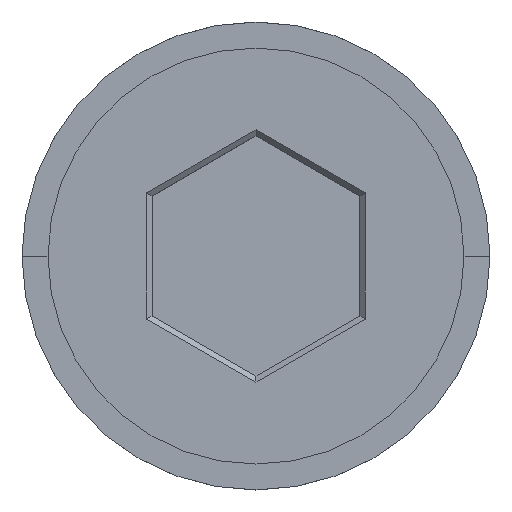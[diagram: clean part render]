
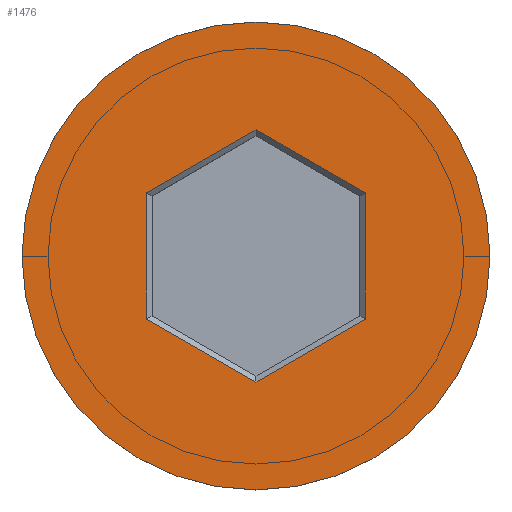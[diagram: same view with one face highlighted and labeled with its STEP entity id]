
A CAD part, top view. The second image highlights one B-rep face of the part: STEP entity #1476.
In plain terms, the highlighted planar face has unit normal (0, 0, 1).
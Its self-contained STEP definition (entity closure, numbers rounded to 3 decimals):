
#13 = ORIENTED_EDGE ( 'NONE', *, *, #827, .T. ) ;
#43 = CARTESIAN_POINT ( 'NONE',  ( 0., 0., 0. ) ) ;
#44 = CARTESIAN_POINT ( 'NONE',  ( 0., 0., 0. ) ) ;
#51 = DIRECTION ( 'NONE',  ( 1., 0., 0. ) ) ;
#73 = CARTESIAN_POINT ( 'NONE',  ( 2.1, 1.212, 0. ) ) ;
#82 = AXIS2_PLACEMENT_3D ( 'NONE', #44, #265, #51 ) ;
#92 = VERTEX_POINT ( 'NONE', #1034 ) ;
#96 = EDGE_CURVE ( 'NONE', #919, #683, #168, .T. ) ;
#99 = ORIENTED_EDGE ( 'NONE', *, *, #96, .T. ) ;
#140 = VECTOR ( 'NONE', #1445, 1000. ) ;
#168 = LINE ( 'NONE', #283, #567 ) ;
#179 = VECTOR ( 'NONE', #1423, 1000. ) ;
#220 = LINE ( 'NONE', #603, #1246 ) ;
#265 = DIRECTION ( 'NONE',  ( 0., 0., 1. ) ) ;
#283 = CARTESIAN_POINT ( 'NONE',  ( 2.1, -1.155, 0. ) ) ;
#338 = VECTOR ( 'NONE', #347, 1000. ) ;
#347 = DIRECTION ( 'NONE',  ( -0.866, 0.5, 0. ) ) ;
#363 = DIRECTION ( 'NONE',  ( 0., 1., 0. ) ) ;
#383 = VERTEX_POINT ( 'NONE', #1105 ) ;
#404 = ORIENTED_EDGE ( 'NONE', *, *, #690, .T. ) ;
#407 = DIRECTION ( 'NONE',  ( 0., 0., 1. ) ) ;
#435 = CIRCLE ( 'NONE', #82, 4.5 ) ;
#509 = DIRECTION ( 'NONE',  ( 1., 0., 0. ) ) ;
#556 = VERTEX_POINT ( 'NONE', #1354 ) ;
#567 = VECTOR ( 'NONE', #884, 1000. ) ;
#568 = CARTESIAN_POINT ( 'NONE',  ( -0.05, 2.396, 0. ) ) ;
#575 = CARTESIAN_POINT ( 'NONE',  ( 4.5, 0., 0. ) ) ;
#599 = LINE ( 'NONE', #1335, #1045 ) ;
#603 = CARTESIAN_POINT ( 'NONE',  ( 2.05, 1.241, 0. ) ) ;
#619 = FACE_OUTER_BOUND ( 'NONE', #811, .T. ) ;
#625 = ORIENTED_EDGE ( 'NONE', *, *, #1409, .T. ) ;
#639 = VERTEX_POINT ( 'NONE', #1086 ) ;
#683 = VERTEX_POINT ( 'NONE', #1520 ) ;
#690 = EDGE_CURVE ( 'NONE', #1128, #639, #435, .T. ) ;
#696 = LINE ( 'NONE', #568, #140 ) ;
#754 = DIRECTION ( 'NONE',  ( 0., 0., 1. ) ) ;
#786 = CARTESIAN_POINT ( 'NONE',  ( 0.05, -2.396, 0. ) ) ;
#794 = LINE ( 'NONE', #786, #179 ) ;
#797 = EDGE_CURVE ( 'NONE', #92, #966, #696, .T. ) ;
#811 = EDGE_LOOP ( 'NONE', ( #404, #1049 ) ) ;
#827 = EDGE_CURVE ( 'NONE', #683, #556, #794, .T. ) ;
#884 = DIRECTION ( 'NONE',  ( 0., -1., 0. ) ) ;
#885 = CARTESIAN_POINT ( 'NONE',  ( 0., 2.425, 0. ) ) ;
#919 = VERTEX_POINT ( 'NONE', #73 ) ;
#961 = FACE_BOUND ( 'NONE', #1311, .T. ) ;
#966 = VERTEX_POINT ( 'NONE', #885 ) ;
#1021 = AXIS2_PLACEMENT_3D ( 'NONE', #1265, #754, #1394 ) ;
#1034 = CARTESIAN_POINT ( 'NONE',  ( -2.1, 1.212, 0. ) ) ;
#1045 = VECTOR ( 'NONE', #363, 1000. ) ;
#1049 = ORIENTED_EDGE ( 'NONE', *, *, #1091, .T. ) ;
#1086 = CARTESIAN_POINT ( 'NONE',  ( -4.5, 0., 0. ) ) ;
#1091 = EDGE_CURVE ( 'NONE', #639, #1128, #1347, .T. ) ;
#1103 = PLANE ( 'NONE',  #1021 ) ;
#1105 = CARTESIAN_POINT ( 'NONE',  ( -2.1, -1.212, 0. ) ) ;
#1128 = VERTEX_POINT ( 'NONE', #575 ) ;
#1246 = VECTOR ( 'NONE', #1598, 1000. ) ;
#1258 = EDGE_CURVE ( 'NONE', #966, #919, #220, .T. ) ;
#1265 = CARTESIAN_POINT ( 'NONE',  ( 0., 0., 0. ) ) ;
#1311 = EDGE_LOOP ( 'NONE', ( #625, #1555, #1528, #99, #13, #1484 ) ) ;
#1335 = CARTESIAN_POINT ( 'NONE',  ( -2.1, 1.155, 0. ) ) ;
#1347 = CIRCLE ( 'NONE', #1558, 4.5 ) ;
#1354 = CARTESIAN_POINT ( 'NONE',  ( 0., -2.425, 0. ) ) ;
#1355 = LINE ( 'NONE', #1461, #338 ) ;
#1394 = DIRECTION ( 'NONE',  ( 1., 0., 0. ) ) ;
#1395 = EDGE_CURVE ( 'NONE', #556, #383, #1355, .T. ) ;
#1409 = EDGE_CURVE ( 'NONE', #383, #92, #599, .T. ) ;
#1423 = DIRECTION ( 'NONE',  ( -0.866, -0.5, 0. ) ) ;
#1445 = DIRECTION ( 'NONE',  ( 0.866, 0.5, 0. ) ) ;
#1461 = CARTESIAN_POINT ( 'NONE',  ( -2.05, -1.241, 0. ) ) ;
#1476 = ADVANCED_FACE ( 'NONE', ( #961, #619 ), #1103, .T. ) ;
#1484 = ORIENTED_EDGE ( 'NONE', *, *, #1395, .T. ) ;
#1520 = CARTESIAN_POINT ( 'NONE',  ( 2.1, -1.212, 0. ) ) ;
#1528 = ORIENTED_EDGE ( 'NONE', *, *, #1258, .T. ) ;
#1555 = ORIENTED_EDGE ( 'NONE', *, *, #797, .T. ) ;
#1558 = AXIS2_PLACEMENT_3D ( 'NONE', #43, #407, #509 ) ;
#1598 = DIRECTION ( 'NONE',  ( 0.866, -0.5, 0. ) ) ;
